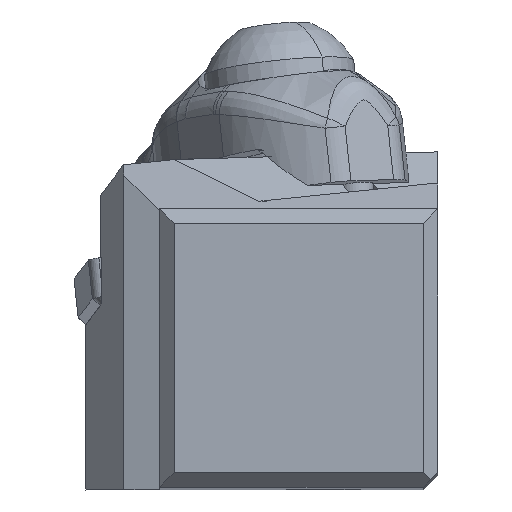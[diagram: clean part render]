
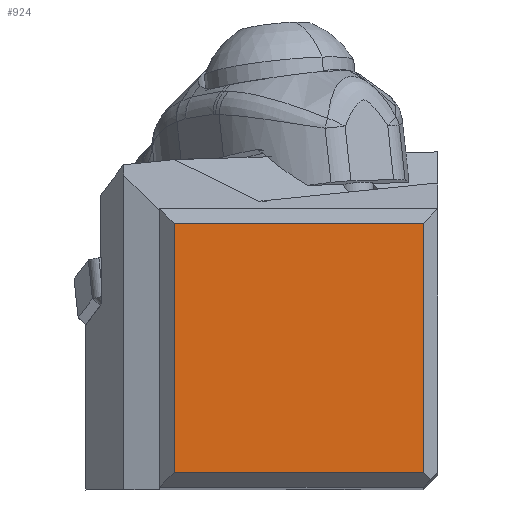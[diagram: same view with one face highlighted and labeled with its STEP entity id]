
A CAD part, top view. The second image highlights one B-rep face of the part: STEP entity #924.
In plain terms, the highlighted planar face has unit normal (0, 0, 1).
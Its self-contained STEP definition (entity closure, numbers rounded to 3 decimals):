
#683=FACE_OUTER_BOUND('',#1282,.T.);
#924=ADVANCED_FACE('',(#683),#1166,.T.);
#1166=PLANE('',#4494);
#1282=EDGE_LOOP('',(#1674,#1675,#1676,#1677));
#1674=ORIENTED_EDGE('',*,*,#3216,.F.);
#1675=ORIENTED_EDGE('',*,*,#3223,.F.);
#1676=ORIENTED_EDGE('',*,*,#3296,.F.);
#1677=ORIENTED_EDGE('',*,*,#3295,.T.);
#2808=VERTEX_POINT('',#6038);
#2809=VERTEX_POINT('',#6040);
#2813=VERTEX_POINT('',#6052);
#2859=VERTEX_POINT('',#6201);
#3216=EDGE_CURVE('',#2808,#2809,#3856,.T.);
#3223=EDGE_CURVE('',#2813,#2808,#3863,.T.);
#3295=EDGE_CURVE('',#2859,#2809,#3915,.T.);
#3296=EDGE_CURVE('',#2859,#2813,#3916,.T.);
#3856=LINE('',#6039,#4084);
#3863=LINE('',#6053,#4091);
#3915=LINE('',#6202,#4143);
#3916=LINE('',#6204,#4144);
#4084=VECTOR('',#4929,1.);
#4091=VECTOR('',#4940,1.);
#4143=VECTOR('',#5078,1.);
#4144=VECTOR('',#5081,1.);
#4494=AXIS2_PLACEMENT_3D('',#6205,#5082,#5083);
#4929=DIRECTION('',(-1.,0.,0.));
#4940=DIRECTION('',(0.,-1.,0.));
#5078=DIRECTION('',(0.,-1.,0.));
#5081=DIRECTION('',(1.,0.,0.));
#5082=DIRECTION('',(0.,0.,1.));
#5083=DIRECTION('',(-1.,0.,0.));
#6038=CARTESIAN_POINT('',(-1.,1.,0.));
#6039=CARTESIAN_POINT('',(-1.,1.,0.));
#6040=CARTESIAN_POINT('',(-18.05,1.,0.));
#6052=CARTESIAN_POINT('',(-1.,18.05,0.));
#6053=CARTESIAN_POINT('',(-1.,18.05,0.));
#6201=CARTESIAN_POINT('',(-18.05,18.05,0.));
#6202=CARTESIAN_POINT('',(-18.05,18.05,0.));
#6204=CARTESIAN_POINT('',(-18.05,18.05,0.));
#6205=CARTESIAN_POINT('',(-9.525,9.525,0.));
